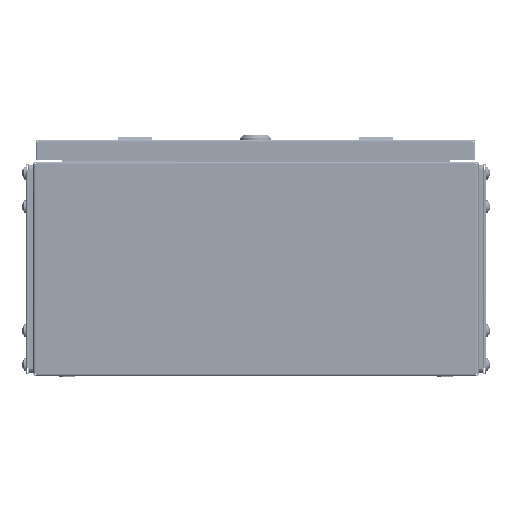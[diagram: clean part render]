
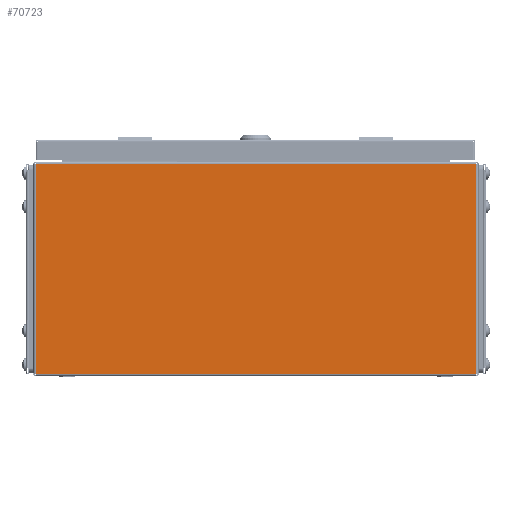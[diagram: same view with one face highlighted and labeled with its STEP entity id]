
A CAD part, left-side view. The second image highlights one B-rep face of the part: STEP entity #70723.
In plain terms, the highlighted planar face has unit normal (-1, 0, 0).
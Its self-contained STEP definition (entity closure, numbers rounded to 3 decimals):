
#1178 = EDGE_LOOP ( 'NONE', ( #44666, #73456, #28726, #20004 ) ) ;
#2266 = VECTOR ( 'NONE', #54030, 1000. ) ;
#4535 = EDGE_CURVE ( 'NONE', #34844, #83127, #44016, .T. ) ;
#5485 = CARTESIAN_POINT ( 'NONE',  ( -250., 195.5, 1. ) ) ;
#6092 = FACE_OUTER_BOUND ( 'NONE', #1178, .T. ) ;
#9695 = CARTESIAN_POINT ( 'NONE',  ( -250., -195.5, 187.5 ) ) ;
#11852 = CARTESIAN_POINT ( 'NONE',  ( -250., 0., 0. ) ) ;
#13566 = DIRECTION ( 'NONE',  ( 0., 0., -1. ) ) ;
#16609 = CARTESIAN_POINT ( 'NONE',  ( -250., 195.5, 0. ) ) ;
#20004 = ORIENTED_EDGE ( 'NONE', *, *, #66075, .T. ) ;
#20292 = EDGE_CURVE ( 'NONE', #45293, #34844, #65934, .T. ) ;
#27061 = LINE ( 'NONE', #46557, #2266 ) ;
#28726 = ORIENTED_EDGE ( 'NONE', *, *, #50307, .F. ) ;
#29819 = CARTESIAN_POINT ( 'NONE',  ( -250., -195.5, 1. ) ) ;
#33040 = DIRECTION ( 'NONE',  ( 1., 0., 0. ) ) ;
#34844 = VERTEX_POINT ( 'NONE', #68460 ) ;
#37796 = VECTOR ( 'NONE', #73868, 1000. ) ;
#43589 = DIRECTION ( 'NONE',  ( 0., 0., -1. ) ) ;
#44016 = LINE ( 'NONE', #16609, #60562 ) ;
#44666 = ORIENTED_EDGE ( 'NONE', *, *, #20292, .T. ) ;
#45293 = VERTEX_POINT ( 'NONE', #9695 ) ;
#46538 = CARTESIAN_POINT ( 'NONE',  ( -250., -195.5, 187.5 ) ) ;
#46557 = CARTESIAN_POINT ( 'NONE',  ( -250., -195.5, 0. ) ) ;
#50307 = EDGE_CURVE ( 'NONE', #56983, #83127, #65966, .T. ) ;
#54030 = DIRECTION ( 'NONE',  ( 0., 0., 1. ) ) ;
#56574 = VECTOR ( 'NONE', #86273, 1000. ) ;
#56983 = VERTEX_POINT ( 'NONE', #29819 ) ;
#60562 = VECTOR ( 'NONE', #43589, 1000. ) ;
#63077 = CARTESIAN_POINT ( 'NONE',  ( -250., 195.5, 1. ) ) ;
#65934 = LINE ( 'NONE', #46538, #37796 ) ;
#65966 = LINE ( 'NONE', #5485, #56574 ) ;
#66075 = EDGE_CURVE ( 'NONE', #56983, #45293, #27061, .T. ) ;
#68460 = CARTESIAN_POINT ( 'NONE',  ( -250., 195.5, 187.5 ) ) ;
#68718 = AXIS2_PLACEMENT_3D ( 'NONE', #11852, #33040, #13566 ) ;
#70723 = ADVANCED_FACE ( 'NONE', ( #6092 ), #73222, .F. ) ;
#73222 = PLANE ( 'NONE',  #68718 ) ;
#73456 = ORIENTED_EDGE ( 'NONE', *, *, #4535, .T. ) ;
#73868 = DIRECTION ( 'NONE',  ( 0., 1., 0. ) ) ;
#83127 = VERTEX_POINT ( 'NONE', #63077 ) ;
#86273 = DIRECTION ( 'NONE',  ( 0., 1., 0. ) ) ;
